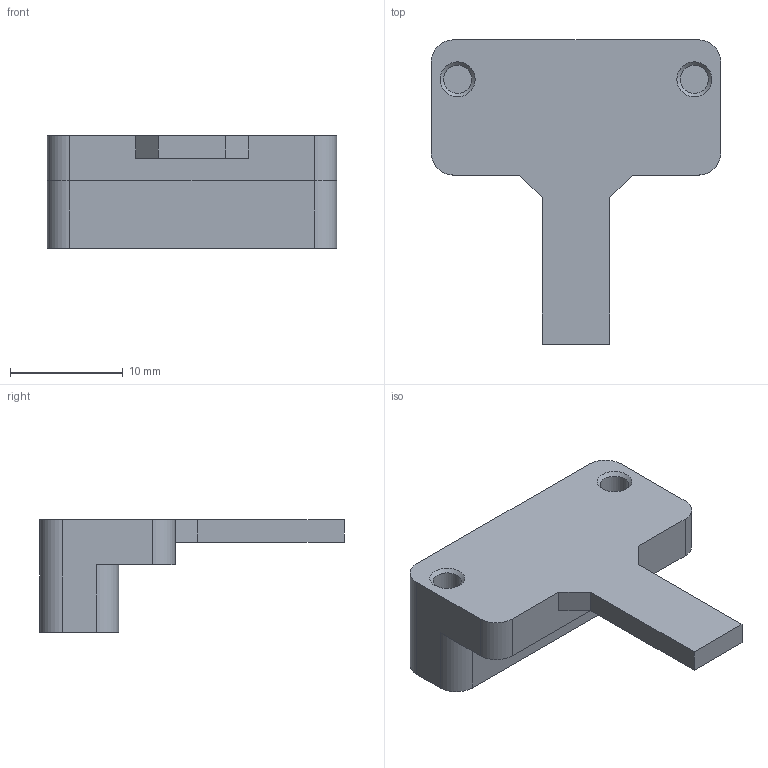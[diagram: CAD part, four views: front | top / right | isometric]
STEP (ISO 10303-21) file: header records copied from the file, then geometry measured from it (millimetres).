
FILE_DESCRIPTION(/* description */ (''),/* implementation_level */ '2;1');
FILE_NAME(/* name */ 'Кронштейн МК.stp',/* time_stamp */ '2023-02-20T22:14:04+03:00',/* author */ ('Tasya'),/* organization */ (''),/* preprocessor_version */ 'ST-DEVELOPER v18.1',/* originating_system */ 'Autodesk Inventor 2021',/* authorisation */ '');
FILE_SCHEMA (('AUTOMOTIVE_DESIGN { 1 0 10303 214 3 1 1 }'));
Length unit declared in the file: millimetre
Products named in the file (1): Кронштейн МК
Bounding box: 25.7 x 27 x 10 mm (x, y, z)
Volume: 2387 mm3; surface area: 1634.3 mm2
Topology: 1 solids, 1 shells, 32 faces, 82 edges, 56 vertices
Faces by surface type: plane 18, cylinder 10, cone 4
Full cylindrical faces by diameter (mm): 2.5 x4
Entity records: 1031 total; most frequent: DIRECTION 180, CARTESIAN_POINT 171, ORIENTED_EDGE 164, EDGE_CURVE 82, AXIS2_PLACEMENT_3D 65, VERTEX_POINT 56, LINE 50, VECTOR 50
